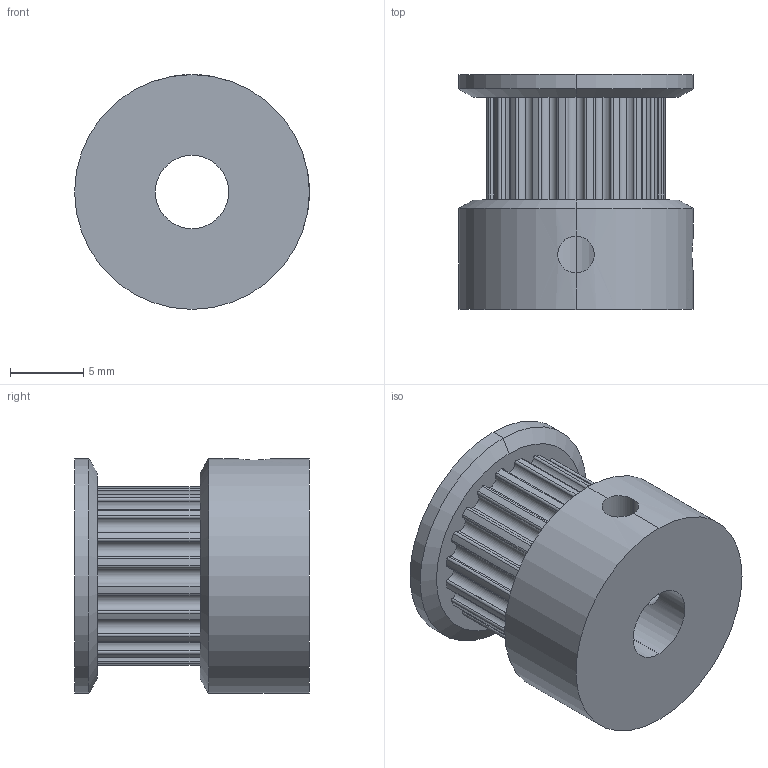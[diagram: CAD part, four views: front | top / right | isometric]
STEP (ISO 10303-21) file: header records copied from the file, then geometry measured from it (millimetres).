
FILE_DESCRIPTION (( 'STEP AP203' ), '1' );
FILE_NAME ('崹魤 GT2 20T b5.STEP', '2023-11-01T13:16:33', ( 'NICK' ), ( '' ), 'SwSTEP 2.0', 'SolidWorks 2022', '' );
FILE_SCHEMA (( 'CONFIG_CONTROL_DESIGN' ));
Length unit declared in the file: millimetre
Products named in the file (1): Шкив GT2 20T b5
Bounding box: 16 x 16 x 16 mm (x, y, z)
Volume: 2136.2 mm3; surface area: 1669.4 mm2
Topology: 1 solids, 1 shells, 123 faces, 359 edges, 238 vertices
Faces by surface type: cylinder 115, cone 4, plane 4
Entity records: 4444 total; most frequent: CARTESIAN_POINT 893, DIRECTION 821, ORIENTED_EDGE 718, EDGE_CURVE 359, AXIS2_PLACEMENT_3D 350, VERTEX_POINT 238, CIRCLE 226, EDGE_LOOP 129
